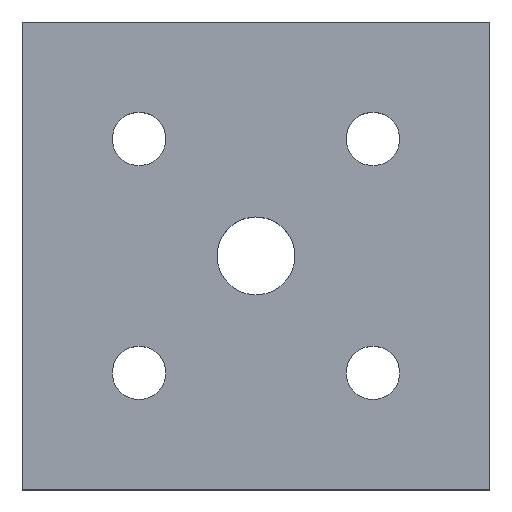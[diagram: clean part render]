
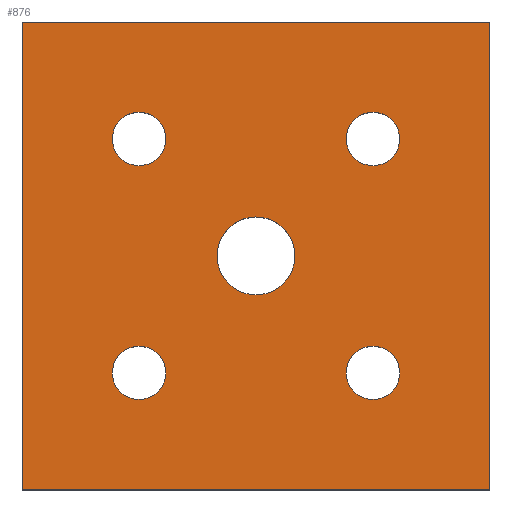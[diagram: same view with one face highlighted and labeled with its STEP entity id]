
A CAD part, top view. The second image highlights one B-rep face of the part: STEP entity #876.
In plain terms, the highlighted planar face has unit normal (0, 0, 1).
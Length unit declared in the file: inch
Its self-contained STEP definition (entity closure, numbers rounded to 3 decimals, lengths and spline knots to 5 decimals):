
#120=CARTESIAN_POINT('',(0.921,0.75,0.75));
#121=VERTEX_POINT('',#120);
#137=CARTESIAN_POINT('',(0.579,0.75,0.75));
#138=VERTEX_POINT('',#137);
#145=CARTESIAN_POINT('',(0.75,0.75,0.75));
#146=DIRECTION('',(0.0,0.0,-1.0));
#147=DIRECTION('',(1.0,0.0,0.0));
#148=AXIS2_PLACEMENT_3D('',#145,#146,#147);
#149=CIRCLE('',#148,0.171);
#150=EDGE_CURVE('',#121,#138,#149,.T.);
#204=CARTESIAN_POINT('',(2.421,0.75,0.75));
#205=VERTEX_POINT('',#204);
#221=CARTESIAN_POINT('',(2.079,0.75,0.75));
#222=VERTEX_POINT('',#221);
#229=CARTESIAN_POINT('',(2.25,0.75,0.75));
#230=DIRECTION('',(0.0,0.0,-1.0));
#231=DIRECTION('',(1.0,0.0,0.0));
#232=AXIS2_PLACEMENT_3D('',#229,#230,#231);
#233=CIRCLE('',#232,0.171);
#234=EDGE_CURVE('',#205,#222,#233,.T.);
#288=CARTESIAN_POINT('',(2.421,2.25,0.75));
#289=VERTEX_POINT('',#288);
#305=CARTESIAN_POINT('',(2.079,2.25,0.75));
#306=VERTEX_POINT('',#305);
#313=CARTESIAN_POINT('',(2.25,2.25,0.75));
#314=DIRECTION('',(0.0,0.0,-1.0));
#315=DIRECTION('',(1.0,0.0,0.0));
#316=AXIS2_PLACEMENT_3D('',#313,#314,#315);
#317=CIRCLE('',#316,0.171);
#318=EDGE_CURVE('',#289,#306,#317,.T.);
#372=CARTESIAN_POINT('',(0.921,2.25,0.75));
#373=VERTEX_POINT('',#372);
#389=CARTESIAN_POINT('',(0.579,2.25,0.75));
#390=VERTEX_POINT('',#389);
#397=CARTESIAN_POINT('',(0.75,2.25,0.75));
#398=DIRECTION('',(0.0,0.0,-1.0));
#399=DIRECTION('',(1.0,0.0,0.0));
#400=AXIS2_PLACEMENT_3D('',#397,#398,#399);
#401=CIRCLE('',#400,0.171);
#402=EDGE_CURVE('',#373,#390,#401,.T.);
#414=CARTESIAN_POINT('',(1.75,1.5,0.75));
#415=VERTEX_POINT('',#414);
#431=CARTESIAN_POINT('',(1.25,1.5,0.75));
#432=VERTEX_POINT('',#431);
#439=CARTESIAN_POINT('',(1.5,1.5,0.75));
#440=DIRECTION('',(0.0,0.0,-1.0));
#441=DIRECTION('',(1.0,0.0,0.0));
#442=AXIS2_PLACEMENT_3D('',#439,#440,#441);
#443=CIRCLE('',#442,0.25);
#444=EDGE_CURVE('',#415,#432,#443,.T.);
#455=CARTESIAN_POINT('',(1.5,1.5,0.75));
#456=DIRECTION('',(0.0,0.0,-1.0));
#457=DIRECTION('',(1.0,0.0,0.0));
#458=AXIS2_PLACEMENT_3D('',#455,#456,#457);
#459=CIRCLE('',#458,0.25);
#460=EDGE_CURVE('',#432,#415,#459,.T.);
#479=CARTESIAN_POINT('',(0.75,2.25,0.75));
#480=DIRECTION('',(0.0,0.0,-1.0));
#481=DIRECTION('',(1.0,0.0,0.0));
#482=AXIS2_PLACEMENT_3D('',#479,#480,#481);
#483=CIRCLE('',#482,0.171);
#484=EDGE_CURVE('',#390,#373,#483,.T.);
#541=CARTESIAN_POINT('',(2.25,2.25,0.75));
#542=DIRECTION('',(0.0,0.0,-1.0));
#543=DIRECTION('',(1.0,0.0,0.0));
#544=AXIS2_PLACEMENT_3D('',#541,#542,#543);
#545=CIRCLE('',#544,0.171);
#546=EDGE_CURVE('',#306,#289,#545,.T.);
#603=CARTESIAN_POINT('',(2.25,0.75,0.75));
#604=DIRECTION('',(0.0,0.0,-1.0));
#605=DIRECTION('',(1.0,0.0,0.0));
#606=AXIS2_PLACEMENT_3D('',#603,#604,#605);
#607=CIRCLE('',#606,0.171);
#608=EDGE_CURVE('',#222,#205,#607,.T.);
#665=CARTESIAN_POINT('',(0.75,0.75,0.75));
#666=DIRECTION('',(0.0,0.0,-1.0));
#667=DIRECTION('',(1.0,0.0,0.0));
#668=AXIS2_PLACEMENT_3D('',#665,#666,#667);
#669=CIRCLE('',#668,0.171);
#670=EDGE_CURVE('',#138,#121,#669,.T.);
#726=CARTESIAN_POINT('',(0.0,0.0,0.75));
#727=VERTEX_POINT('',#726);
#728=CARTESIAN_POINT('',(0.0,3.0,0.75));
#729=VERTEX_POINT('',#728);
#730=CARTESIAN_POINT('',(0.0,0.0,0.75));
#731=DIRECTION('',(0.0,1.0,0.0));
#732=VECTOR('',#731,3.0);
#733=LINE('',#730,#732);
#734=EDGE_CURVE('',#727,#729,#733,.T.);
#766=CARTESIAN_POINT('',(3.0,3.0,0.75));
#767=VERTEX_POINT('',#766);
#768=CARTESIAN_POINT('',(0.0,3.0,0.75));
#769=DIRECTION('',(1.0,0.0,0.0));
#770=VECTOR('',#769,3.0);
#771=LINE('',#768,#770);
#772=EDGE_CURVE('',#729,#767,#771,.T.);
#797=CARTESIAN_POINT('',(3.0,0.0,0.75));
#798=VERTEX_POINT('',#797);
#799=CARTESIAN_POINT('',(3.0,3.0,0.75));
#800=DIRECTION('',(0.0,-1.0,0.0));
#801=VECTOR('',#800,3.0);
#802=LINE('',#799,#801);
#803=EDGE_CURVE('',#767,#798,#802,.T.);
#828=CARTESIAN_POINT('',(3.0,0.0,0.75));
#829=DIRECTION('',(-1.0,0.0,0.0));
#830=VECTOR('',#829,3.0);
#831=LINE('',#828,#830);
#832=EDGE_CURVE('',#798,#727,#831,.T.);
#845=CARTESIAN_POINT('',(1.5,1.5,0.75));
#846=DIRECTION('',(0.0,0.0,1.0));
#847=DIRECTION('',(1.0,0.0,0.0));
#848=AXIS2_PLACEMENT_3D('',#845,#846,#847);
#849=PLANE('',#848);
#850=ORIENTED_EDGE('',*,*,#734,.F.);
#851=ORIENTED_EDGE('',*,*,#832,.F.);
#852=ORIENTED_EDGE('',*,*,#803,.F.);
#853=ORIENTED_EDGE('',*,*,#772,.F.);
#854=EDGE_LOOP('',(#850,#851,#852,#853));
#855=FACE_OUTER_BOUND('',#854,.T.);
#856=ORIENTED_EDGE('',*,*,#444,.T.);
#857=ORIENTED_EDGE('',*,*,#460,.T.);
#858=EDGE_LOOP('',(#856,#857));
#859=FACE_BOUND('',#858,.T.);
#860=ORIENTED_EDGE('',*,*,#402,.T.);
#861=ORIENTED_EDGE('',*,*,#484,.T.);
#862=EDGE_LOOP('',(#860,#861));
#863=FACE_BOUND('',#862,.T.);
#864=ORIENTED_EDGE('',*,*,#318,.T.);
#865=ORIENTED_EDGE('',*,*,#546,.T.);
#866=EDGE_LOOP('',(#864,#865));
#867=FACE_BOUND('',#866,.T.);
#868=ORIENTED_EDGE('',*,*,#234,.T.);
#869=ORIENTED_EDGE('',*,*,#608,.T.);
#870=EDGE_LOOP('',(#868,#869));
#871=FACE_BOUND('',#870,.T.);
#872=ORIENTED_EDGE('',*,*,#150,.T.);
#873=ORIENTED_EDGE('',*,*,#670,.T.);
#874=EDGE_LOOP('',(#872,#873));
#875=FACE_BOUND('',#874,.T.);
#876=ADVANCED_FACE('',(#855,#859,#863,#867,#871,#875),#849,.T.);
